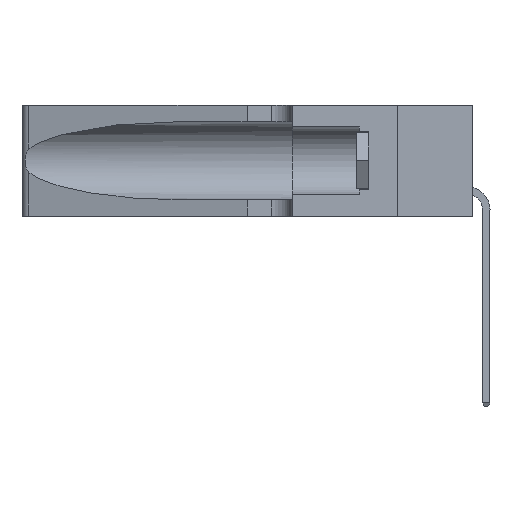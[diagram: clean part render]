
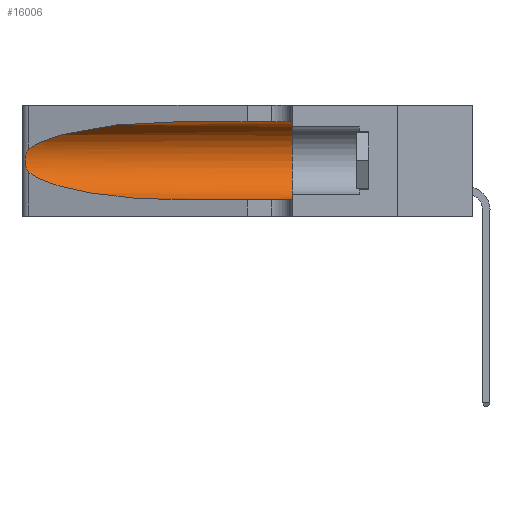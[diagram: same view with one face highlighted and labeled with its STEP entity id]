
A CAD part, left-side view. The second image highlights one B-rep face of the part: STEP entity #16006.
In plain terms, the highlighted cylindrical face has radius 3.308 mm (diameter 6.617 mm), a partial arc.
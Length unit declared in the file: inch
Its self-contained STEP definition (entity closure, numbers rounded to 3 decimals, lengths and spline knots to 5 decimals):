
#56 = DIRECTION ( 'NONE',  ( 0., 1., 0. ) ) ;
#504 = LINE ( 'NONE', #811, #14908 ) ;
#535 = EDGE_CURVE ( 'NONE', #27385, #7805, #8728, .T. ) ;
#726 = CARTESIAN_POINT ( 'NONE',  ( 0.18966, 0.96281, 0.05475 ) ) ;
#811 = CARTESIAN_POINT ( 'NONE',  ( 0.1305, 1.61858, 0.31525 ) ) ;
#907 = DIRECTION ( 'NONE',  ( 0., -1., 0. ) ) ;
#1400 = ORIENTED_EDGE ( 'NONE', *, *, #8720, .T. ) ;
#1853 = VERTEX_POINT ( 'NONE', #20770 ) ;
#2418 =( BOUNDED_CURVE ( )  B_SPLINE_CURVE ( 3, ( #16107, #24600, #726, #18151 ),
 .UNSPECIFIED., .F., .T. ) 
 B_SPLINE_CURVE_WITH_KNOTS ( ( 4, 4 ),
 ( 3.44316, 4.71239 ),
 .UNSPECIFIED. ) 
 CURVE ( )  GEOMETRIC_REPRESENTATION_ITEM ( )  RATIONAL_B_SPLINE_CURVE ( ( 1., 0.87, 0.87, 1. ) ) 
 REPRESENTATION_ITEM ( '' )  );
#2470 = CARTESIAN_POINT ( 'NONE',  ( 0.1305, 0.35, 0.185 ) ) ;
#2885 = EDGE_CURVE ( 'NONE', #24142, #7805, #18880, .T. ) ;
#2937 = CARTESIAN_POINT ( 'NONE',  ( 0.26017, 1.23833, 0.17102 ) ) ;
#3039 = CARTESIAN_POINT ( 'NONE',  ( 0.26075, 1.23896, 0.19203 ) ) ;
#3284 = CARTESIAN_POINT ( 'NONE',  ( 0.1305, 0.72297, 0.31525 ) ) ;
#3442 = CARTESIAN_POINT ( 'NONE',  ( 0.25789, 1.23486, 0.15765 ) ) ;
#3905 = VERTEX_POINT ( 'NONE', #20426 ) ;
#4173 = VECTOR ( 'NONE', #20381, 39.37008 ) ;
#4190 = DIRECTION ( 'NONE',  ( 0., -1., 0. ) ) ;
#4596 = CYLINDRICAL_SURFACE ( 'NONE', #17617, 0.13025 ) ;
#4902 = ORIENTED_EDGE ( 'NONE', *, *, #26558, .T. ) ;
#4909 = CARTESIAN_POINT ( 'NONE',  ( 0.1305, 1.61858, 0.05475 ) ) ;
#5269 = FACE_OUTER_BOUND ( 'NONE', #20110, .T. ) ;
#6239 = CARTESIAN_POINT ( 'NONE',  ( 0.1305, 0.72297, 0.31525 ) ) ;
#6249 = CARTESIAN_POINT ( 'NONE',  ( 0.25639, 1.23184, 0.21858 ) ) ;
#6291 = CARTESIAN_POINT ( 'NONE',  ( 0.1305, 1.61858, 0.185 ) ) ;
#6557 = ORIENTED_EDGE ( 'NONE', *, *, #25071, .F. ) ;
#7337 = VERTEX_POINT ( 'NONE', #6239 ) ;
#7636 = CARTESIAN_POINT ( 'NONE',  ( 0.25639, 1.23186, 0.15144 ) ) ;
#7805 = VERTEX_POINT ( 'NONE', #24329 ) ;
#7929 = CARTESIAN_POINT ( 'NONE',  ( 0.25555, 1.22993, 0.14849 ) ) ;
#7964 = ORIENTED_EDGE ( 'NONE', *, *, #535, .F. ) ;
#8682 = DIRECTION ( 'NONE',  ( 0., 0., 1. ) ) ;
#8720 = EDGE_CURVE ( 'NONE', #3905, #1853, #22705, .T. ) ;
#8728 = CIRCLE ( 'NONE', #23051, 0.13025 ) ;
#10101 = CARTESIAN_POINT ( 'NONE',  ( 0.25487, 1.22718, 0.14631 ) ) ;
#13820 = CARTESIAN_POINT ( 'NONE',  ( 0.26075, 1.23896, 0.178 ) ) ;
#13923 = CARTESIAN_POINT ( 'NONE',  ( 0.26018, 1.23835, 0.19895 ) ) ;
#14367 = CARTESIAN_POINT ( 'NONE',  ( 0.2373, 1.15595, 0.28018 ) ) ;
#14908 = VECTOR ( 'NONE', #907, 39.37008 ) ;
#15309 = CARTESIAN_POINT ( 'NONE',  ( 0.25555, 1.22994, 0.2215 ) ) ;
#16006 = ADVANCED_FACE ( 'NONE', ( #5269 ), #4596, .F. ) ;
#16107 = CARTESIAN_POINT ( 'NONE',  ( 0.25487, 1.22718, 0.14631 ) ) ;
#17617 = AXIS2_PLACEMENT_3D ( 'NONE', #6291, #4190, #21386 ) ;
#18151 = CARTESIAN_POINT ( 'NONE',  ( 0.1305, 0.72297, 0.05475 ) ) ;
#18657 = EDGE_CURVE ( 'NONE', #1853, #24142, #2418, .T. ) ;
#18880 = LINE ( 'NONE', #4909, #4173 ) ;
#19711 = CARTESIAN_POINT ( 'NONE',  ( 0.25787, 1.23484, 0.2124 ) ) ;
#20093 = ORIENTED_EDGE ( 'NONE', *, *, #18657, .T. ) ;
#20110 = EDGE_LOOP ( 'NONE', ( #4902, #1400, #20093, #22384, #7964, #6557 ) ) ;
#20381 = DIRECTION ( 'NONE',  ( 0., -1., 0. ) ) ;
#20426 = CARTESIAN_POINT ( 'NONE',  ( 0.25487, 1.22718, 0.22369 ) ) ;
#20770 = CARTESIAN_POINT ( 'NONE',  ( 0.25487, 1.22718, 0.14631 ) ) ;
#21386 = DIRECTION ( 'NONE',  ( 0., 0., -1. ) ) ;
#22384 = ORIENTED_EDGE ( 'NONE', *, *, #2885, .T. ) ;
#22625 = CARTESIAN_POINT ( 'NONE',  ( 0.25856, 1.23593, 0.16098 ) ) ;
#22705 = B_SPLINE_CURVE_WITH_KNOTS ( 'NONE', 3,
 ( #28080, #15309, #6249, #19711, #26454, #13923, #3039, #13820, #2937, #22625, #3442, #7636, #7929, #10101 ),
 .UNSPECIFIED., .F., .F.,
 ( 4, 2, 2, 2, 2, 2, 4 ),
 ( 0., 0.00027, 0.00053, 0.00107, 0.0016, 0.00187, 0.00214 ),
 .UNSPECIFIED. ) ;
#23051 = AXIS2_PLACEMENT_3D ( 'NONE', #2470, #56, #8682 ) ;
#23579 =( BOUNDED_CURVE ( )  B_SPLINE_CURVE ( 3, ( #3284, #27524, #14367, #25523 ),
 .UNSPECIFIED., .F., .T. ) 
 B_SPLINE_CURVE_WITH_KNOTS ( ( 4, 4 ),
 ( 1.5708, 2.84003 ),
 .UNSPECIFIED. ) 
 CURVE ( )  GEOMETRIC_REPRESENTATION_ITEM ( )  RATIONAL_B_SPLINE_CURVE ( ( 1., 0.87, 0.87, 1. ) ) 
 REPRESENTATION_ITEM ( '' )  );
#24142 = VERTEX_POINT ( 'NONE', #27970 ) ;
#24329 = CARTESIAN_POINT ( 'NONE',  ( 0.1305, 0.35, 0.05475 ) ) ;
#24600 = CARTESIAN_POINT ( 'NONE',  ( 0.2373, 1.15595, 0.08982 ) ) ;
#25071 = EDGE_CURVE ( 'NONE', #7337, #27385, #504, .T. ) ;
#25523 = CARTESIAN_POINT ( 'NONE',  ( 0.25487, 1.22718, 0.22369 ) ) ;
#25677 = CARTESIAN_POINT ( 'NONE',  ( 0.1305, 0.35, 0.31525 ) ) ;
#26454 = CARTESIAN_POINT ( 'NONE',  ( 0.25854, 1.2359, 0.20912 ) ) ;
#26558 = EDGE_CURVE ( 'NONE', #7337, #3905, #23579, .T. ) ;
#27385 = VERTEX_POINT ( 'NONE', #25677 ) ;
#27524 = CARTESIAN_POINT ( 'NONE',  ( 0.18966, 0.96281, 0.31525 ) ) ;
#27970 = CARTESIAN_POINT ( 'NONE',  ( 0.1305, 0.72297, 0.05475 ) ) ;
#28080 = CARTESIAN_POINT ( 'NONE',  ( 0.25487, 1.22718, 0.22369 ) ) ;
